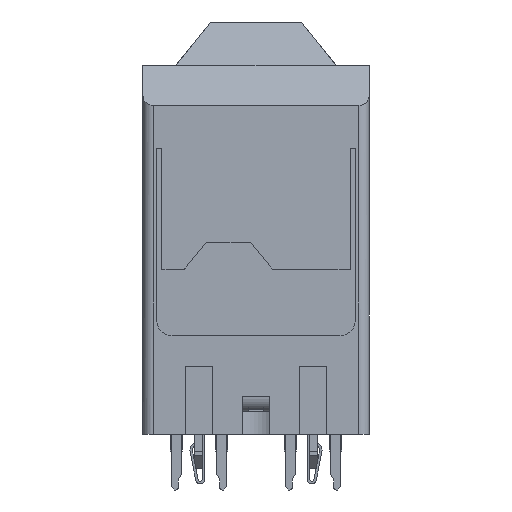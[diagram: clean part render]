
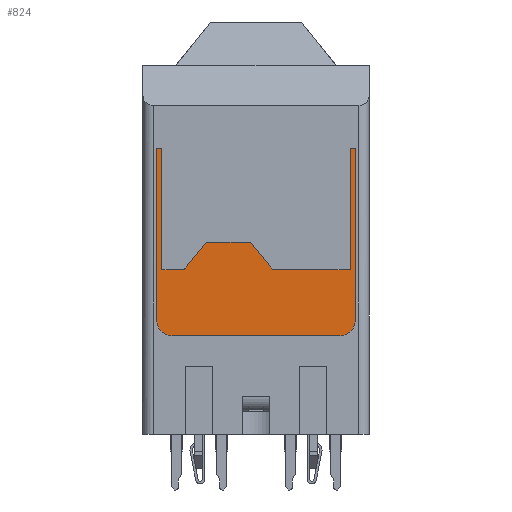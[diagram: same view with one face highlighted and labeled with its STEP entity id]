
A CAD part, front view. The second image highlights one B-rep face of the part: STEP entity #824.
In plain terms, the highlighted planar face has unit normal (0, -1, 0).
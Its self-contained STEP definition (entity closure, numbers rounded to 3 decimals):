
#824 = ADVANCED_FACE( '', ( #2420 ), #2421, .F. );
#2420 = FACE_OUTER_BOUND( '', #4849, .T. );
#2421 = PLANE( '', #4850 );
#4849 = EDGE_LOOP( '', ( #7311, #7312, #7313, #7314, #7315, #7316, #7317, #7318, #7319, #7320, #7321, #7322, #7323, #7324, #7325, #7326, #7327, #7328 ) );
#4850 = AXIS2_PLACEMENT_3D( '', #7329, #7330, #7331 );
#7311 = ORIENTED_EDGE( '', *, *, #14738, .F. );
#7312 = ORIENTED_EDGE( '', *, *, #14739, .F. );
#7313 = ORIENTED_EDGE( '', *, *, #14740, .F. );
#7314 = ORIENTED_EDGE( '', *, *, #14741, .F. );
#7315 = ORIENTED_EDGE( '', *, *, #14742, .F. );
#7316 = ORIENTED_EDGE( '', *, *, #14743, .F. );
#7317 = ORIENTED_EDGE( '', *, *, #14744, .T. );
#7318 = ORIENTED_EDGE( '', *, *, #14745, .F. );
#7319 = ORIENTED_EDGE( '', *, *, #14746, .F. );
#7320 = ORIENTED_EDGE( '', *, *, #14747, .F. );
#7321 = ORIENTED_EDGE( '', *, *, #14748, .F. );
#7322 = ORIENTED_EDGE( '', *, *, #14749, .F. );
#7323 = ORIENTED_EDGE( '', *, *, #14750, .T. );
#7324 = ORIENTED_EDGE( '', *, *, #14751, .F. );
#7325 = ORIENTED_EDGE( '', *, *, #14752, .F. );
#7326 = ORIENTED_EDGE( '', *, *, #14753, .F. );
#7327 = ORIENTED_EDGE( '', *, *, #14754, .F. );
#7328 = ORIENTED_EDGE( '', *, *, #14755, .F. );
#7329 = CARTESIAN_POINT( '', ( 5.75, 6.45, 22.5 ) );
#7330 = DIRECTION( '', ( 0., 1., 0. ) );
#7331 = DIRECTION( '', ( 0., 0., 1. ) );
#14738 = EDGE_CURVE( '', #17708, #17709, #17710, .T. );
#14739 = EDGE_CURVE( '', #17711, #17708, #17712, .T. );
#14740 = EDGE_CURVE( '', #17713, #17711, #17714, .T. );
#14741 = EDGE_CURVE( '', #17715, #17713, #17716, .T. );
#14742 = EDGE_CURVE( '', #17717, #17715, #17718, .T. );
#14743 = EDGE_CURVE( '', #17719, #17717, #17720, .T. );
#14744 = EDGE_CURVE( '', #17719, #17721, #17722, .T. );
#14745 = EDGE_CURVE( '', #17723, #17721, #17724, .T. );
#14746 = EDGE_CURVE( '', #17725, #17723, #17726, .T. );
#14747 = EDGE_CURVE( '', #17727, #17725, #17728, .T. );
#14748 = EDGE_CURVE( '', #17729, #17727, #17730, .T. );
#14749 = EDGE_CURVE( '', #17731, #17729, #17732, .T. );
#14750 = EDGE_CURVE( '', #17731, #17733, #17734, .T. );
#14751 = EDGE_CURVE( '', #17735, #17733, #17736, .T. );
#14752 = EDGE_CURVE( '', #17737, #17735, #17738, .T. );
#14753 = EDGE_CURVE( '', #17739, #17737, #17740, .T. );
#14754 = EDGE_CURVE( '', #17741, #17739, #17742, .T. );
#14755 = EDGE_CURVE( '', #17709, #17741, #17743, .T. );
#17708 = VERTEX_POINT( '', #22106 );
#17709 = VERTEX_POINT( '', #22107 );
#17710 = LINE( '', #22108, #22109 );
#17711 = VERTEX_POINT( '', #22110 );
#17712 = CIRCLE( '', #22111, 3. );
#17713 = VERTEX_POINT( '', #22112 );
#17714 = LINE( '', #22113, #22114 );
#17715 = VERTEX_POINT( '', #22115 );
#17716 = LINE( '', #22116, #22117 );
#17717 = VERTEX_POINT( '', #22118 );
#17718 = LINE( '', #22119, #22120 );
#17719 = VERTEX_POINT( '', #22121 );
#17720 = LINE( '', #22122, #22123 );
#17721 = VERTEX_POINT( '', #22124 );
#17722 = CIRCLE( '', #22125, 1. );
#17723 = VERTEX_POINT( '', #22126 );
#17724 = LINE( '', #22127, #22128 );
#17725 = VERTEX_POINT( '', #22129 );
#17726 = CIRCLE( '', #22130, 1. );
#17727 = VERTEX_POINT( '', #22131 );
#17728 = LINE( '', #22132, #22133 );
#17729 = VERTEX_POINT( '', #22134 );
#17730 = CIRCLE( '', #22135, 1. );
#17731 = VERTEX_POINT( '', #22136 );
#17732 = LINE( '', #22137, #22138 );
#17733 = VERTEX_POINT( '', #22139 );
#17734 = CIRCLE( '', #22140, 1. );
#17735 = VERTEX_POINT( '', #22141 );
#17736 = LINE( '', #22142, #22143 );
#17737 = VERTEX_POINT( '', #22144 );
#17738 = LINE( '', #22145, #22146 );
#17739 = VERTEX_POINT( '', #22147 );
#17740 = LINE( '', #22148, #22149 );
#17741 = VERTEX_POINT( '', #22150 );
#17742 = LINE( '', #22151, #22152 );
#17743 = CIRCLE( '', #22153, 3. );
#22106 = CARTESIAN_POINT( '', ( 38.95, 6.45, 19.5 ) );
#22107 = CARTESIAN_POINT( '', ( 5.75, 6.45, 19.5 ) );
#22108 = CARTESIAN_POINT( '', ( 38.95, 6.45, 19.5 ) );
#22109 = VECTOR( '', #28318, 1000. );
#22110 = CARTESIAN_POINT( '', ( 41.95, 6.45, 22.5 ) );
#22111 = AXIS2_PLACEMENT_3D( '', #28319, #28320, #28321 );
#22112 = CARTESIAN_POINT( '', ( 41.95, 6.45, 56.5 ) );
#22113 = CARTESIAN_POINT( '', ( 41.95, 6.45, 56.5 ) );
#22114 = VECTOR( '', #28322, 1000. );
#22115 = CARTESIAN_POINT( '', ( 40.95, 6.45, 56.5 ) );
#22116 = CARTESIAN_POINT( '', ( 40.95, 6.45, 56.5 ) );
#22117 = VECTOR( '', #28323, 1000. );
#22118 = CARTESIAN_POINT( '', ( 40.95, 6.45, 32.5 ) );
#22119 = CARTESIAN_POINT( '', ( 40.95, 6.45, 32.5 ) );
#22120 = VECTOR( '', #28324, 1000. );
#22121 = CARTESIAN_POINT( '', ( 26.188, 6.45, 32.5 ) );
#22122 = CARTESIAN_POINT( '', ( 26.188, 6.45, 32.5 ) );
#22123 = VECTOR( '', #28325, 1000. );
#22124 = CARTESIAN_POINT( '', ( 25.41, 6.45, 32.873 ) );
#22125 = AXIS2_PLACEMENT_3D( '', #28326, #28327, #28328 );
#22126 = CARTESIAN_POINT( '', ( 21.619, 6.45, 37.577 ) );
#22127 = CARTESIAN_POINT( '', ( 21.619, 6.45, 37.577 ) );
#22128 = VECTOR( '', #28329, 1000. );
#22129 = CARTESIAN_POINT( '', ( 20.84, 6.45, 37.95 ) );
#22130 = AXIS2_PLACEMENT_3D( '', #28330, #28331, #28332 );
#22131 = CARTESIAN_POINT( '', ( 12.97, 6.45, 37.95 ) );
#22132 = CARTESIAN_POINT( '', ( 12.97, 6.45, 37.95 ) );
#22133 = VECTOR( '', #28333, 1000. );
#22134 = CARTESIAN_POINT( '', ( 12.191, 6.45, 37.577 ) );
#22135 = AXIS2_PLACEMENT_3D( '', #28334, #28335, #28336 );
#22136 = CARTESIAN_POINT( '', ( 8.4, 6.45, 32.873 ) );
#22137 = CARTESIAN_POINT( '', ( 8.4, 6.45, 32.873 ) );
#22138 = VECTOR( '', #28337, 1000. );
#22139 = CARTESIAN_POINT( '', ( 7.622, 6.45, 32.5 ) );
#22140 = AXIS2_PLACEMENT_3D( '', #28338, #28339, #28340 );
#22141 = CARTESIAN_POINT( '', ( 3.75, 6.45, 32.5 ) );
#22142 = CARTESIAN_POINT( '', ( 3.75, 6.45, 32.5 ) );
#22143 = VECTOR( '', #28341, 1000. );
#22144 = CARTESIAN_POINT( '', ( 3.75, 6.45, 56.5 ) );
#22145 = CARTESIAN_POINT( '', ( 3.75, 6.45, 56.5 ) );
#22146 = VECTOR( '', #28342, 1000. );
#22147 = CARTESIAN_POINT( '', ( 2.75, 6.45, 56.5 ) );
#22148 = CARTESIAN_POINT( '', ( 2.75, 6.45, 56.5 ) );
#22149 = VECTOR( '', #28343, 1000. );
#22150 = CARTESIAN_POINT( '', ( 2.75, 6.45, 22.5 ) );
#22151 = CARTESIAN_POINT( '', ( 2.75, 6.45, 22.5 ) );
#22152 = VECTOR( '', #28344, 1000. );
#22153 = AXIS2_PLACEMENT_3D( '', #28345, #28346, #28347 );
#28318 = DIRECTION( '', ( -1., 0., 0. ) );
#28319 = CARTESIAN_POINT( '', ( 38.95, 6.45, 22.5 ) );
#28320 = DIRECTION( '', ( 0., 1., 0. ) );
#28321 = DIRECTION( '', ( 0., 0., 1. ) );
#28322 = DIRECTION( '', ( 0., 0., -1. ) );
#28323 = DIRECTION( '', ( 1., 0., 0. ) );
#28324 = DIRECTION( '', ( 0., 0., 1. ) );
#28325 = DIRECTION( '', ( 1., 0., 0. ) );
#28326 = CARTESIAN_POINT( '', ( 26.188, 6.45, 33.5 ) );
#28327 = DIRECTION( '', ( 0., 1., 0. ) );
#28328 = DIRECTION( '', ( 0., 0., 1. ) );
#28329 = DIRECTION( '', ( 0.627, 0., -0.779 ) );
#28330 = CARTESIAN_POINT( '', ( 20.84, 6.45, 36.95 ) );
#28331 = DIRECTION( '', ( 0., 1., 0. ) );
#28332 = DIRECTION( '', ( 0., 0., 1. ) );
#28333 = DIRECTION( '', ( 1., 0., 0. ) );
#28334 = CARTESIAN_POINT( '', ( 12.97, 6.45, 36.95 ) );
#28335 = DIRECTION( '', ( 0., 1., 0. ) );
#28336 = DIRECTION( '', ( 0., 0., 1. ) );
#28337 = DIRECTION( '', ( 0.627, 0., 0.779 ) );
#28338 = CARTESIAN_POINT( '', ( 7.622, 6.45, 33.5 ) );
#28339 = DIRECTION( '', ( 0., 1., 0. ) );
#28340 = DIRECTION( '', ( 0., 0., 1. ) );
#28341 = DIRECTION( '', ( 1., 0., 0. ) );
#28342 = DIRECTION( '', ( 0., 0., -1. ) );
#28343 = DIRECTION( '', ( 1., 0., 0. ) );
#28344 = DIRECTION( '', ( 0., 0., 1. ) );
#28345 = CARTESIAN_POINT( '', ( 5.75, 6.45, 22.5 ) );
#28346 = DIRECTION( '', ( 0., 1., 0. ) );
#28347 = DIRECTION( '', ( 0., 0., 1. ) );
